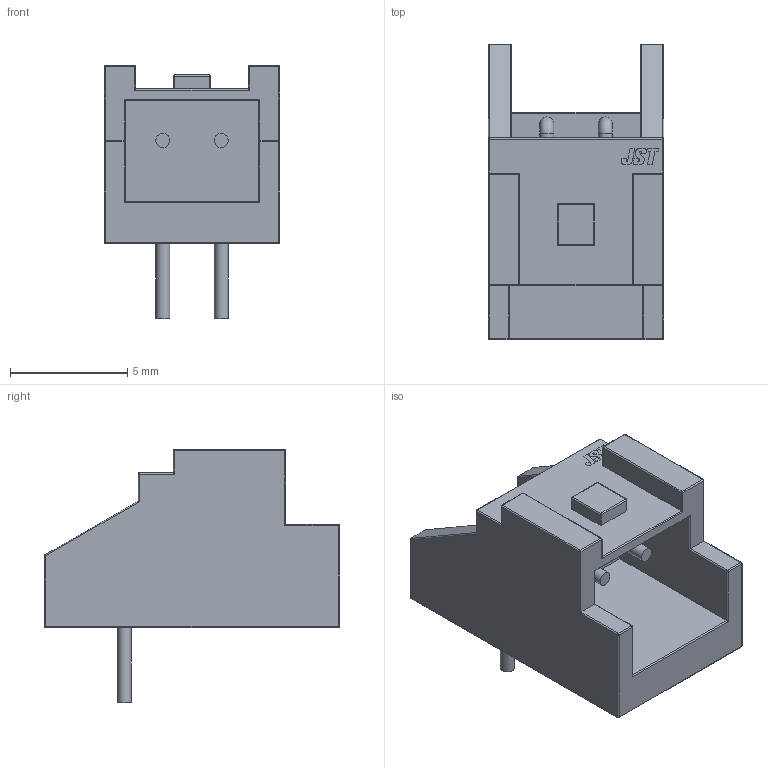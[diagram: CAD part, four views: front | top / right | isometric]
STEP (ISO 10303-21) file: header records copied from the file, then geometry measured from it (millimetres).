
FILE_DESCRIPTION(/* description */ (''),/* implementation_level */ '2;1');
FILE_NAME(/* name */ 'S02B-XASS-1N-BN.stp',/* time_stamp */ '2022-12-16T11:14:31+02:00',/* author */ ('khaled'),/* organization */ (''),/* preprocessor_version */ 'ST-DEVELOPER v17',/* originating_system */ 'Autodesk Inventor 2019',/* authorisation */ '');
FILE_SCHEMA (('AUTOMOTIVE_DESIGN { 1 0 10303 214 3 1 1 }'));
Products named in the file (5): S02B-XASS-1N-BN; 1; 2; Notch; JST
Assembly tree (4 placements, depth 2):
  S02B-XASS-1N-BN
    1
    2
    Notch
    JST
Bounding box: 7.5 x 12.6 x 10.8 mm (x, y, z)
Volume: 318.8 mm3; surface area: 577.4 mm2
Topology: 11 solids, 11 shells, 235 faces, 548 edges, 336 vertices
Faces by surface type: plane 71, cylinder 71, bspline 63, sphere 28, torus 2
Full cylindrical faces by diameter (mm): 0.6 x8
Entity records: 7183 total; most frequent: CARTESIAN_POINT 1929, ORIENTED_EDGE 1096, DIRECTION 940, EDGE_CURVE 548, VERTEX_POINT 336, AXIS2_PLACEMENT_3D 331, LINE 278, VECTOR 278
